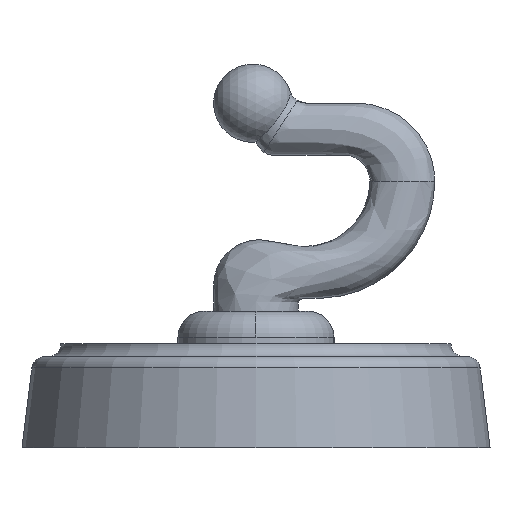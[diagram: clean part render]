
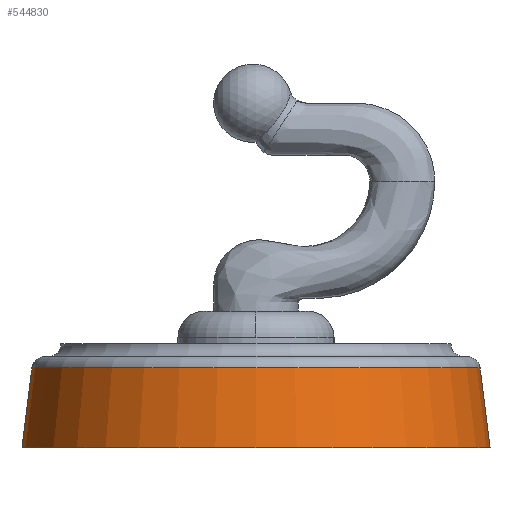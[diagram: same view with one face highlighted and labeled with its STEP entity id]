
A CAD part, left-side view. The second image highlights one B-rep face of the part: STEP entity #544830.
In plain terms, the highlighted conical face has half-angle 7 degrees and reference radius 18 mm.
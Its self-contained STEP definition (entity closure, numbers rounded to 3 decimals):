
#200=CARTESIAN_POINT('',(-102.,17.246,6.138));
#210=VERTEX_POINT('',#200);
#240=CARTESIAN_POINT('',(-102.,18.,0.));
#250=DIRECTION('',(0.,-0.122,0.993));
#260=VECTOR('',#250,1.);
#270=LINE('',#240,#260);
#280=CARTESIAN_POINT('',(-102.,18.,0.));
#290=VERTEX_POINT('',#280);
#300=EDGE_CURVE('',#290,#210,#270,.T.);
#790=CARTESIAN_POINT('',(-102.,-18.,0.));
#800=DIRECTION('',(0.,0.122,0.993));
#810=VECTOR('',#800,1.);
#820=LINE('',#790,#810);
#830=CARTESIAN_POINT('',(-102.,-18.,0.));
#840=VERTEX_POINT('',#830);
#850=CARTESIAN_POINT('',(-102.,-17.246,6.138));
#860=VERTEX_POINT('',#850);
#870=EDGE_CURVE('',#840,#860,#820,.T.);
#462210=CARTESIAN_POINT('',(-102.,0.,0.));
#462220=DIRECTION('',(-0.,-0.,-1.));
#462230=DIRECTION('',(-1.,0.,0.));
#462240=AXIS2_PLACEMENT_3D('',#462210,#462220,#462230);
#462250=CIRCLE('',#462240,18.);
#462260=EDGE_CURVE('',#840,#290,#462250,.T.);
#544660=CARTESIAN_POINT('',(-102.,0.,0.));
#544670=DIRECTION('',(0.,0.,-1.));
#544680=DIRECTION('',(-1.,0.,-0.));
#544690=AXIS2_PLACEMENT_3D('',#544660,#544670,#544680);
#544700=CONICAL_SURFACE('',#544690,18.,0.122);
#544710=ORIENTED_EDGE('',*,*,#462260,.F.);
#544720=ORIENTED_EDGE('',*,*,#300,.F.);
#544730=CARTESIAN_POINT('',(-102.,0.,6.138));
#544740=DIRECTION('',(-0.,-0.,1.));
#544750=DIRECTION('',(-1.,0.,0.));
#544760=AXIS2_PLACEMENT_3D('',#544730,#544740,#544750);
#544770=CIRCLE('',#544760,17.246);
#544780=EDGE_CURVE('',#210,#860,#544770,.T.);
#544790=ORIENTED_EDGE('',*,*,#544780,.F.);
#544800=ORIENTED_EDGE('',*,*,#870,.T.);
#544810=EDGE_LOOP('',(#544800,#544790,#544720,#544710));
#544820=FACE_OUTER_BOUND('',#544810,.T.);
#544830=ADVANCED_FACE('',(#544820),#544700,.T.);
